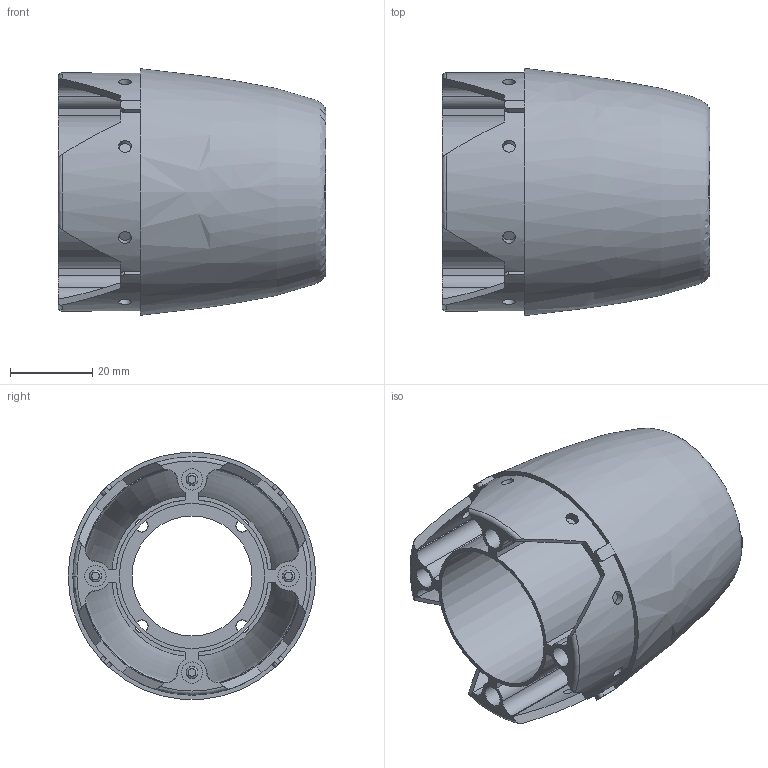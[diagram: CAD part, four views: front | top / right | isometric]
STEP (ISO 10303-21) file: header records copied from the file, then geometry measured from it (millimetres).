
FILE_DESCRIPTION(('FreeCAD Model'),'2;1');
FILE_NAME('Open CASCADE Shape Model','2025-10-01T12:44:29',(''),(''), 'Open CASCADE STEP processor 7.8','FreeCAD','Unknown');
FILE_SCHEMA(('AUTOMOTIVE_DESIGN { 1 0 10303 214 1 1 1 1 }'));
Length unit declared in the file: millimetre
Products named in the file (1): Body
Bounding box: 65 x 60 x 59.8 mm (x, y, z)
Volume: 41642.2 mm3; surface area: 38352 mm2
Topology: 1 solids, 1 shells, 159 faces, 446 edges, 286 vertices
Faces by surface type: plane 83, cylinder 62, torus 9, revolution 5
Full cylindrical faces by diameter (mm): 2.9 x4, 3.1 x12, 5.15 x4, 29.1 x1, 35.2 x1
Entity records: 9314 total; most frequent: CARTESIAN_POINT 5124, ORIENTED_EDGE 892, DIRECTION 865, EDGE_CURVE 446, AXIS2_PLACEMENT_3D 341, VERTEX_POINT 286, FACE_BOUND 190, EDGE_LOOP 190
